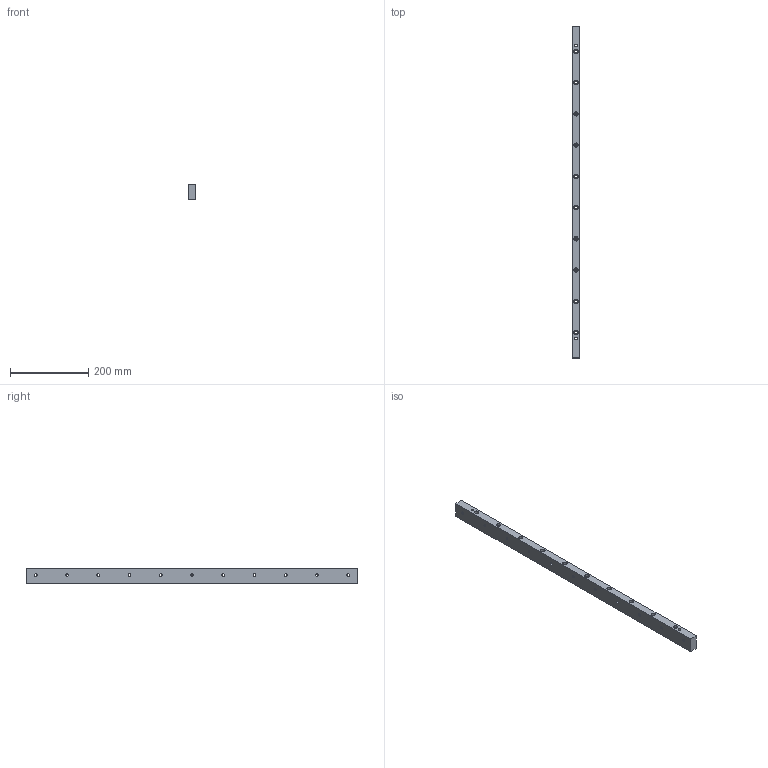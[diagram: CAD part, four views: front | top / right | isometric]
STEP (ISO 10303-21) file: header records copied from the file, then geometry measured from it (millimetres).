
FILE_DESCRIPTION(/* description */ ('Leiste'),/* implementation_level */ '2;1');
FILE_NAME(/* name */ '00055534.stp',/* time_stamp */ '2023-08-24T16:00:21+02:00',/* author */ ('MD10'),/* organization */ (''),/* preprocessor_version */ 'ST-DEVELOPER v19.2',/* originating_system */ 'Autodesk Inventor 2023',/* authorisation */ '');
FILE_SCHEMA (('AUTOMOTIVE_DESIGN { 1 0 10303 214 3 1 1 }'));
Length unit declared in the file: millimetre
Products named in the file (1): 00055534
Bounding box: 20 x 850 x 40 mm (x, y, z)
Volume: 651874.8 mm3; surface area: 117500.7 mm2
Topology: 1 solids, 1 shells, 53 faces, 117 edges, 78 vertices
Faces by surface type: cylinder 35, plane 18
Full cylindrical faces by diameter (mm): 6 x2, 6.6 x10, 6.647 x11, 7 x2, 11 x10
Entity records: 1636 total; most frequent: DIRECTION 295, CARTESIAN_POINT 249, ORIENTED_EDGE 234, AXIS2_PLACEMENT_3D 124, EDGE_CURVE 117, EDGE_LOOP 111, VERTEX_POINT 78, CIRCLE 70
